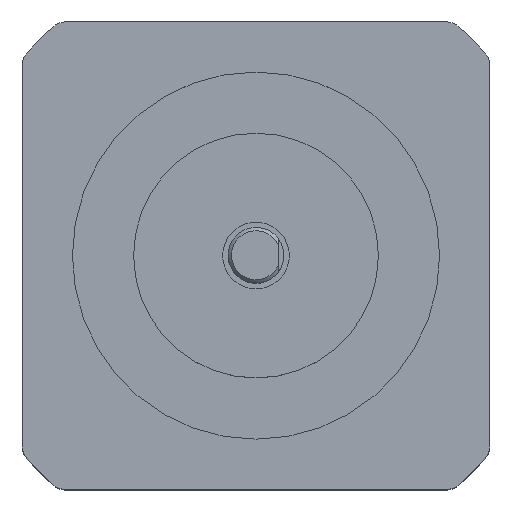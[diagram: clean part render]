
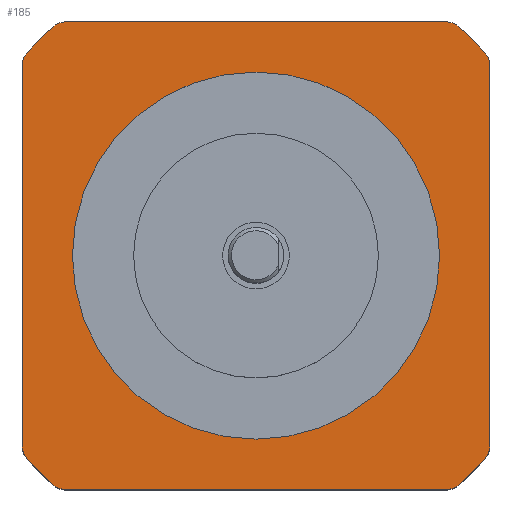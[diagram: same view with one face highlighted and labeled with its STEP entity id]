
A CAD part, top view. The second image highlights one B-rep face of the part: STEP entity #185.
In plain terms, the highlighted planar face has unit normal (0, 0, 1).
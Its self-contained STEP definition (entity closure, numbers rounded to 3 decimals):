
#185 = ADVANCED_FACE( '', ( #440, #441 ), #442, .T. );
#440 = FACE_BOUND( '', #769, .T. );
#441 = FACE_OUTER_BOUND( '', #770, .T. );
#442 = PLANE( '', #771 );
#769 = EDGE_LOOP( '', ( #1226 ) );
#770 = EDGE_LOOP( '', ( #1227, #1228, #1229, #1230, #1231, #1232, #1233, #1234, #1235, #1236, #1237, #1238, #1239, #1240, #1241, #1242 ) );
#771 = AXIS2_PLACEMENT_3D( '', #1243, #1244, #1245 );
#1226 = ORIENTED_EDGE( '', *, *, #2044, .T. );
#1227 = ORIENTED_EDGE( '', *, *, #2060, .T. );
#1228 = ORIENTED_EDGE( '', *, *, #2061, .T. );
#1229 = ORIENTED_EDGE( '', *, *, #2062, .T. );
#1230 = ORIENTED_EDGE( '', *, *, #2063, .T. );
#1231 = ORIENTED_EDGE( '', *, *, #1981, .T. );
#1232 = ORIENTED_EDGE( '', *, *, #2064, .T. );
#1233 = ORIENTED_EDGE( '', *, *, #2017, .T. );
#1234 = ORIENTED_EDGE( '', *, *, #2065, .T. );
#1235 = ORIENTED_EDGE( '', *, *, #1959, .T. );
#1236 = ORIENTED_EDGE( '', *, *, #1975, .T. );
#1237 = ORIENTED_EDGE( '', *, *, #1979, .T. );
#1238 = ORIENTED_EDGE( '', *, *, #2066, .T. );
#1239 = ORIENTED_EDGE( '', *, *, #2067, .T. );
#1240 = ORIENTED_EDGE( '', *, *, #2068, .T. );
#1241 = ORIENTED_EDGE( '', *, *, #2040, .T. );
#1242 = ORIENTED_EDGE( '', *, *, #2069, .T. );
#1243 = CARTESIAN_POINT( '', ( 0., 0., 0. ) );
#1244 = DIRECTION( '', ( 0., 0., 1. ) );
#1245 = DIRECTION( '', ( 1., 0., 0. ) );
#1959 = EDGE_CURVE( '', #2345, #2346, #2347, .T. );
#1975 = EDGE_CURVE( '', #2346, #2373, #2375, .T. );
#1979 = EDGE_CURVE( '', #2373, #2379, #2381, .T. );
#1981 = EDGE_CURVE( '', #2383, #2384, #2385, .T. );
#2017 = EDGE_CURVE( '', #2445, #2446, #2447, .T. );
#2040 = EDGE_CURVE( '', #2485, #2483, #2486, .T. );
#2044 = EDGE_CURVE( '', #2491, #2491, #2492, .T. );
#2060 = EDGE_CURVE( '', #2516, #2517, #2518, .T. );
#2061 = EDGE_CURVE( '', #2517, #2519, #2520, .T. );
#2062 = EDGE_CURVE( '', #2519, #2521, #2522, .T. );
#2063 = EDGE_CURVE( '', #2521, #2383, #2523, .T. );
#2064 = EDGE_CURVE( '', #2384, #2445, #2524, .T. );
#2065 = EDGE_CURVE( '', #2446, #2345, #2525, .T. );
#2066 = EDGE_CURVE( '', #2379, #2526, #2527, .T. );
#2067 = EDGE_CURVE( '', #2526, #2528, #2529, .T. );
#2068 = EDGE_CURVE( '', #2528, #2485, #2530, .T. );
#2069 = EDGE_CURVE( '', #2483, #2516, #2531, .T. );
#2345 = VERTEX_POINT( '', #2888 );
#2346 = VERTEX_POINT( '', #2889 );
#2347 = LINE( '', #2890, #2891 );
#2373 = VERTEX_POINT( '', #2926 );
#2375 = CIRCLE( '', #2929, 1.5 );
#2379 = VERTEX_POINT( '', #2933 );
#2381 = CIRCLE( '', #2936, 27.5 );
#2383 = VERTEX_POINT( '', #2938 );
#2384 = VERTEX_POINT( '', #2939 );
#2385 = LINE( '', #2940, #2941 );
#2445 = VERTEX_POINT( '', #3018 );
#2446 = VERTEX_POINT( '', #3019 );
#2447 = CIRCLE( '', #3020, 27.5 );
#2483 = VERTEX_POINT( '', #3066 );
#2485 = VERTEX_POINT( '', #3069 );
#2486 = CIRCLE( '', #3070, 27.5 );
#2491 = VERTEX_POINT( '', #3076 );
#2492 = CIRCLE( '', #3077, 16.5 );
#2516 = VERTEX_POINT( '', #3101 );
#2517 = VERTEX_POINT( '', #3102 );
#2518 = LINE( '', #3103, #3104 );
#2519 = VERTEX_POINT( '', #3105 );
#2520 = CIRCLE( '', #3106, 1.5 );
#2521 = VERTEX_POINT( '', #3107 );
#2522 = CIRCLE( '', #3108, 27.5 );
#2523 = CIRCLE( '', #3109, 1.5 );
#2524 = CIRCLE( '', #3110, 1.5 );
#2525 = CIRCLE( '', #3111, 1.5 );
#2526 = VERTEX_POINT( '', #3112 );
#2527 = CIRCLE( '', #3113, 1.5 );
#2528 = VERTEX_POINT( '', #3114 );
#2529 = LINE( '', #3115, #3116 );
#2530 = CIRCLE( '', #3117, 1.5 );
#2531 = CIRCLE( '', #3118, 1.5 );
#2888 = CARTESIAN_POINT( '', ( -21., 17.197, 0. ) );
#2889 = CARTESIAN_POINT( '', ( -21., -17.197, 0. ) );
#2890 = CARTESIAN_POINT( '', ( -21., 17.755, 0. ) );
#2891 = VECTOR( '', #3528, 1000. );
#2926 = CARTESIAN_POINT( '', ( -20.625, -18.19, 0. ) );
#2929 = AXIS2_PLACEMENT_3D( '', #3548, #3549, #3550 );
#2933 = CARTESIAN_POINT( '', ( -18.19, -20.625, 0. ) );
#2936 = AXIS2_PLACEMENT_3D( '', #3555, #3556, #3557 );
#2938 = CARTESIAN_POINT( '', ( 17.197, 21., 0. ) );
#2939 = CARTESIAN_POINT( '', ( -17.197, 21., 0. ) );
#2940 = CARTESIAN_POINT( '', ( 17.755, 21., 0. ) );
#2941 = VECTOR( '', #3558, 1000. );
#3018 = CARTESIAN_POINT( '', ( -18.19, 20.625, 0. ) );
#3019 = CARTESIAN_POINT( '', ( -20.625, 18.19, 0. ) );
#3020 = AXIS2_PLACEMENT_3D( '', #3609, #3610, #3611 );
#3066 = CARTESIAN_POINT( '', ( 20.625, -18.19, 0. ) );
#3069 = CARTESIAN_POINT( '', ( 18.19, -20.625, 0. ) );
#3070 = AXIS2_PLACEMENT_3D( '', #3644, #3645, #3646 );
#3076 = CARTESIAN_POINT( '', ( 0., -16.5, 0. ) );
#3077 = AXIS2_PLACEMENT_3D( '', #3651, #3652, #3653 );
#3101 = CARTESIAN_POINT( '', ( 21., -17.197, 0. ) );
#3102 = CARTESIAN_POINT( '', ( 21., 17.197, 0. ) );
#3103 = CARTESIAN_POINT( '', ( 21., -17.755, 0. ) );
#3104 = VECTOR( '', #3684, 1000. );
#3105 = CARTESIAN_POINT( '', ( 20.625, 18.19, 0. ) );
#3106 = AXIS2_PLACEMENT_3D( '', #3685, #3686, #3687 );
#3107 = CARTESIAN_POINT( '', ( 18.19, 20.625, 0. ) );
#3108 = AXIS2_PLACEMENT_3D( '', #3688, #3689, #3690 );
#3109 = AXIS2_PLACEMENT_3D( '', #3691, #3692, #3693 );
#3110 = AXIS2_PLACEMENT_3D( '', #3694, #3695, #3696 );
#3111 = AXIS2_PLACEMENT_3D( '', #3697, #3698, #3699 );
#3112 = CARTESIAN_POINT( '', ( -17.197, -21., 0. ) );
#3113 = AXIS2_PLACEMENT_3D( '', #3700, #3701, #3702 );
#3114 = CARTESIAN_POINT( '', ( 17.197, -21., 0. ) );
#3115 = CARTESIAN_POINT( '', ( -17.755, -21., 0. ) );
#3116 = VECTOR( '', #3703, 1000. );
#3117 = AXIS2_PLACEMENT_3D( '', #3704, #3705, #3706 );
#3118 = AXIS2_PLACEMENT_3D( '', #3707, #3708, #3709 );
#3528 = DIRECTION( '', ( 0., -1., 0. ) );
#3548 = CARTESIAN_POINT( '', ( -19.5, -17.197, 0. ) );
#3549 = DIRECTION( '', ( 0., 0., 1. ) );
#3550 = DIRECTION( '', ( 1., 0., 0. ) );
#3555 = CARTESIAN_POINT( '', ( 0., 0., 0. ) );
#3556 = DIRECTION( '', ( 0., 0., 1. ) );
#3557 = DIRECTION( '', ( 1., 0., 0. ) );
#3558 = DIRECTION( '', ( -1., 0., 0. ) );
#3609 = CARTESIAN_POINT( '', ( 0., 0., 0. ) );
#3610 = DIRECTION( '', ( 0., 0., 1. ) );
#3611 = DIRECTION( '', ( 1., 0., 0. ) );
#3644 = CARTESIAN_POINT( '', ( 0., 0., 0. ) );
#3645 = DIRECTION( '', ( 0., 0., 1. ) );
#3646 = DIRECTION( '', ( 1., 0., 0. ) );
#3651 = CARTESIAN_POINT( '', ( 0., 0., 0. ) );
#3652 = DIRECTION( '', ( 0., 0., -1. ) );
#3653 = DIRECTION( '', ( 0., -1., 0. ) );
#3684 = DIRECTION( '', ( 0., 1., 0. ) );
#3685 = CARTESIAN_POINT( '', ( 19.5, 17.197, 0. ) );
#3686 = DIRECTION( '', ( 0., 0., 1. ) );
#3687 = DIRECTION( '', ( 1., 0., 0. ) );
#3688 = CARTESIAN_POINT( '', ( 0., 0., 0. ) );
#3689 = DIRECTION( '', ( 0., 0., 1. ) );
#3690 = DIRECTION( '', ( 1., 0., 0. ) );
#3691 = CARTESIAN_POINT( '', ( 17.197, 19.5, 0. ) );
#3692 = DIRECTION( '', ( 0., 0., 1. ) );
#3693 = DIRECTION( '', ( 1., 0., 0. ) );
#3694 = CARTESIAN_POINT( '', ( -17.197, 19.5, 0. ) );
#3695 = DIRECTION( '', ( 0., 0., 1. ) );
#3696 = DIRECTION( '', ( 1., 0., 0. ) );
#3697 = CARTESIAN_POINT( '', ( -19.5, 17.197, 0. ) );
#3698 = DIRECTION( '', ( 0., 0., 1. ) );
#3699 = DIRECTION( '', ( 1., 0., 0. ) );
#3700 = CARTESIAN_POINT( '', ( -17.197, -19.5, 0. ) );
#3701 = DIRECTION( '', ( 0., 0., 1. ) );
#3702 = DIRECTION( '', ( 1., 0., 0. ) );
#3703 = DIRECTION( '', ( 1., 0., 0. ) );
#3704 = CARTESIAN_POINT( '', ( 17.197, -19.5, 0. ) );
#3705 = DIRECTION( '', ( 0., 0., 1. ) );
#3706 = DIRECTION( '', ( 1., 0., 0. ) );
#3707 = CARTESIAN_POINT( '', ( 19.5, -17.197, 0. ) );
#3708 = DIRECTION( '', ( 0., 0., 1. ) );
#3709 = DIRECTION( '', ( 1., 0., 0. ) );
